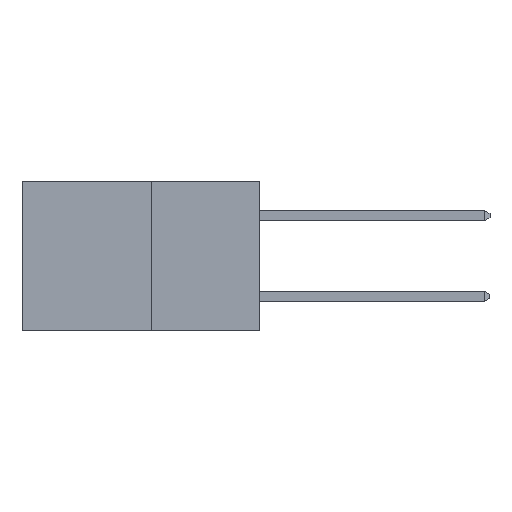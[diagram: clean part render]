
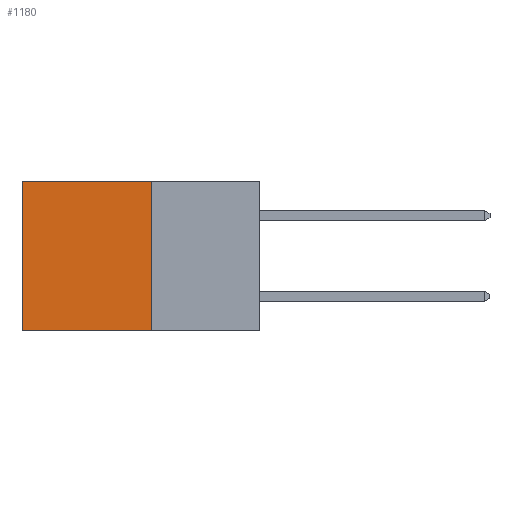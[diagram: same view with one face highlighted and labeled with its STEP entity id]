
A CAD part, left-side view. The second image highlights one B-rep face of the part: STEP entity #1180.
In plain terms, the highlighted planar face has unit normal (-1, 0, 0).
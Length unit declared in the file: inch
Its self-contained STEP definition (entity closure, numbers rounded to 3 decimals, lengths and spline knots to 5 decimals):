
#260 = ORIENTED_EDGE ( 'NONE', *, *, #1639, .T. ) ;
#350 = DIRECTION ( 'NONE',  ( 0., 0., -1. ) ) ;
#519 = CARTESIAN_POINT ( 'NONE',  ( 0.277, 0.27, -0.37 ) ) ;
#551 = DIRECTION ( 'NONE',  ( 0., 1., 0. ) ) ;
#1001 = CARTESIAN_POINT ( 'NONE',  ( 0.277, 0.27, -0.37 ) ) ;
#1044 = EDGE_LOOP ( 'NONE', ( #2428, #3202, #4328, #260 ) ) ;
#1180 = ADVANCED_FACE ( 'NONE', ( #5194 ), #2401, .F. ) ;
#1424 = VERTEX_POINT ( 'NONE', #6259 ) ;
#1509 = DIRECTION ( 'NONE',  ( 0., 1., 0. ) ) ;
#1639 = EDGE_CURVE ( 'NONE', #8581, #1424, #6465, .T. ) ;
#1886 = CARTESIAN_POINT ( 'NONE',  ( 0.277, 0.27, -0.37 ) ) ;
#1955 = VERTEX_POINT ( 'NONE', #519 ) ;
#2401 = PLANE ( 'NONE',  #6326 ) ;
#2428 = ORIENTED_EDGE ( 'NONE', *, *, #4238, .T. ) ;
#2647 = EDGE_CURVE ( 'NONE', #1955, #3022, #3462, .T. ) ;
#2733 = VECTOR ( 'NONE', #6667, 39.37008 ) ;
#2829 = DIRECTION ( 'NONE',  ( 1., 0., 0. ) ) ;
#2931 = CARTESIAN_POINT ( 'NONE',  ( 0.277, 0.27, 0. ) ) ;
#2949 = CARTESIAN_POINT ( 'NONE',  ( 0.277, 0.27, -0.37 ) ) ;
#3018 = VECTOR ( 'NONE', #4571, 39.37008 ) ;
#3022 = VERTEX_POINT ( 'NONE', #8325 ) ;
#3202 = ORIENTED_EDGE ( 'NONE', *, *, #2647, .F. ) ;
#3462 = LINE ( 'NONE', #1886, #6654 ) ;
#4238 = EDGE_CURVE ( 'NONE', #1424, #3022, #8373, .T. ) ;
#4328 = ORIENTED_EDGE ( 'NONE', *, *, #5185, .F. ) ;
#4354 = CARTESIAN_POINT ( 'NONE',  ( 0.277, 0.27, 0. ) ) ;
#4565 = LINE ( 'NONE', #1001, #2733 ) ;
#4571 = DIRECTION ( 'NONE',  ( 0., 0., -1. ) ) ;
#5185 = EDGE_CURVE ( 'NONE', #8581, #1955, #4565, .T. ) ;
#5194 = FACE_OUTER_BOUND ( 'NONE', #1044, .T. ) ;
#6259 = CARTESIAN_POINT ( 'NONE',  ( 0.277, 0.59, 0. ) ) ;
#6326 = AXIS2_PLACEMENT_3D ( 'NONE', #2949, #2829, #350 ) ;
#6465 = LINE ( 'NONE', #4354, #8220 ) ;
#6654 = VECTOR ( 'NONE', #1509, 39.37008 ) ;
#6667 = DIRECTION ( 'NONE',  ( 0., 0., -1. ) ) ;
#8220 = VECTOR ( 'NONE', #551, 39.37008 ) ;
#8325 = CARTESIAN_POINT ( 'NONE',  ( 0.277, 0.59, -0.37 ) ) ;
#8373 = LINE ( 'NONE', #8568, #3018 ) ;
#8568 = CARTESIAN_POINT ( 'NONE',  ( 0.277, 0.59, -0.37 ) ) ;
#8581 = VERTEX_POINT ( 'NONE', #2931 ) ;
